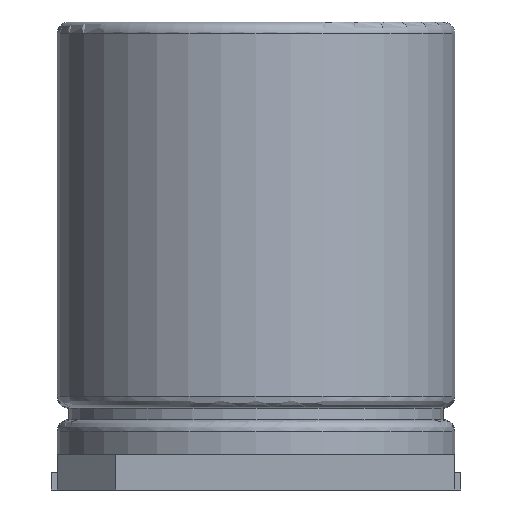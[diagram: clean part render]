
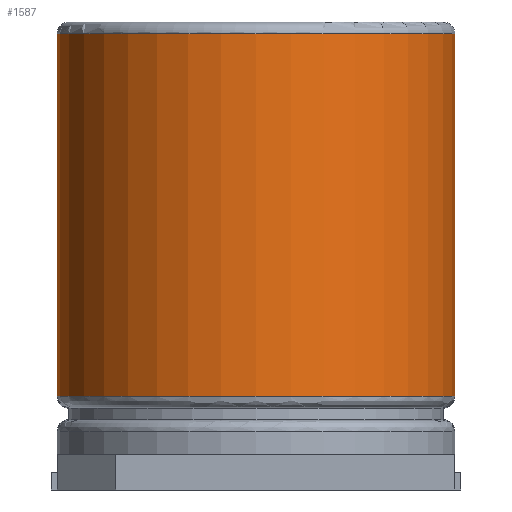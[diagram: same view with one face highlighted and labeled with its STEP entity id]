
A CAD part, front view. The second image highlights one B-rep face of the part: STEP entity #1587.
In plain terms, the highlighted cylindrical face has radius 3.4 mm (diameter 6.8 mm), a partial arc.
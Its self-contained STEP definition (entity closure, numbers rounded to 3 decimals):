
#985=CARTESIAN_POINT('',(-3.4,0.,7.8));
#986=VERTEX_POINT('',#985);
#987=CARTESIAN_POINT('',(-3.4,0.,1.6));
#988=VERTEX_POINT('',#987);
#989=CARTESIAN_POINT('',(-3.4,0.,7.8));
#990=DIRECTION('',(0.0,0.0,-1.0));
#991=VECTOR('',#990,6.2);
#992=LINE('',#989,#991);
#993=EDGE_CURVE('',#986,#988,#992,.T.);
#995=CARTESIAN_POINT('',(3.4,0.,7.8));
#996=VERTEX_POINT('',#995);
#1004=CARTESIAN_POINT('',(3.4,0.,1.6));
#1005=VERTEX_POINT('',#1004);
#1006=CARTESIAN_POINT('',(3.4,0.,7.8));
#1007=DIRECTION('',(0.0,0.0,-1.0));
#1008=VECTOR('',#1007,6.2);
#1009=LINE('',#1006,#1008);
#1010=EDGE_CURVE('',#996,#1005,#1009,.T.);
#1061=CARTESIAN_POINT('',(0.0,0.,7.8));
#1062=DIRECTION('',(0.0,0.0,1.0));
#1063=DIRECTION('',(-1.0,0.0,0.0));
#1064=AXIS2_PLACEMENT_3D('',#1061,#1062,#1063);
#1065=CIRCLE('',#1064,3.4);
#1066=EDGE_CURVE('',#986,#996,#1065,.T.);
#1431=CARTESIAN_POINT('',(0.0,0.,1.6));
#1432=DIRECTION('',(0.0,0.0,1.0));
#1433=DIRECTION('',(-1.0,0.0,0.0));
#1434=AXIS2_PLACEMENT_3D('',#1431,#1432,#1433);
#1435=CIRCLE('',#1434,3.4);
#1436=EDGE_CURVE('',#988,#1005,#1435,.T.);
#1576=CARTESIAN_POINT('',(0.0,0.,0.6));
#1577=DIRECTION('',(0.0,0.0,1.0));
#1578=DIRECTION('',(-1.0,0.0,0.0));
#1579=AXIS2_PLACEMENT_3D('',#1576,#1577,#1578);
#1580=CYLINDRICAL_SURFACE('',#1579,3.4);
#1581=ORIENTED_EDGE('',*,*,#993,.T.);
#1582=ORIENTED_EDGE('',*,*,#1436,.T.);
#1583=ORIENTED_EDGE('',*,*,#1010,.F.);
#1584=ORIENTED_EDGE('',*,*,#1066,.F.);
#1585=EDGE_LOOP('',(#1581,#1582,#1583,#1584));
#1586=FACE_OUTER_BOUND('',#1585,.T.);
#1587=ADVANCED_FACE('',(#1586),#1580,.T.);
